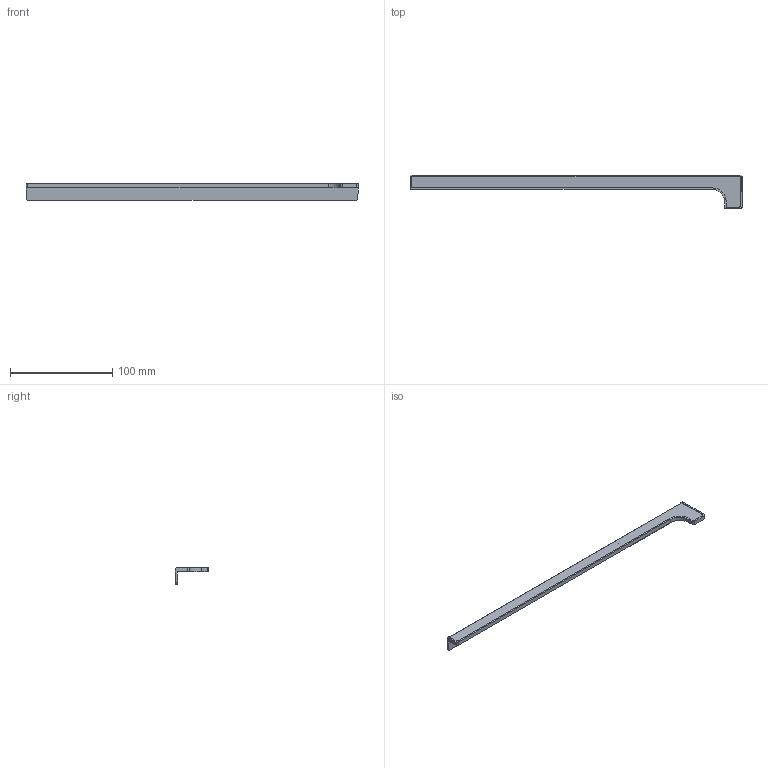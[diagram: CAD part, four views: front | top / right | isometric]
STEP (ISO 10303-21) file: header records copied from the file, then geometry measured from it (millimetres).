
FILE_DESCRIPTION (( 'STEP AP214' ), '1' );
FILE_NAME ('Orthonite87_Back_weight.STEP', '2021-08-26T05:32:41', ( '' ), ( '' ), 'SwSTEP 2.0', 'SolidWorks 2021', '' );
FILE_SCHEMA (( 'AUTOMOTIVE_DESIGN' ));
Length unit declared in the file: millimetre
Products named in the file (1): Orthonite87_Back_weight
Bounding box: 324.8 x 32.95 x 16 mm (x, y, z)
Volume: 22737.6 mm3; surface area: 20420.2 mm2
Topology: 1 solids, 1 shells, 57 faces, 153 edges, 92 vertices
Faces by surface type: cylinder 24, plane 21, cone 12
Entity records: 1729 total; most frequent: DIRECTION 305, CARTESIAN_POINT 291, ORIENTED_EDGE 282, EDGE_CURVE 141, AXIS2_PLACEMENT_3D 106, LINE 93, VECTOR 93, VERTEX_POINT 92
